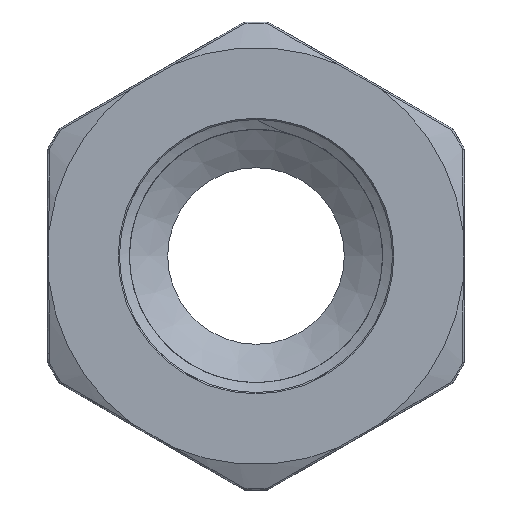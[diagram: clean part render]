
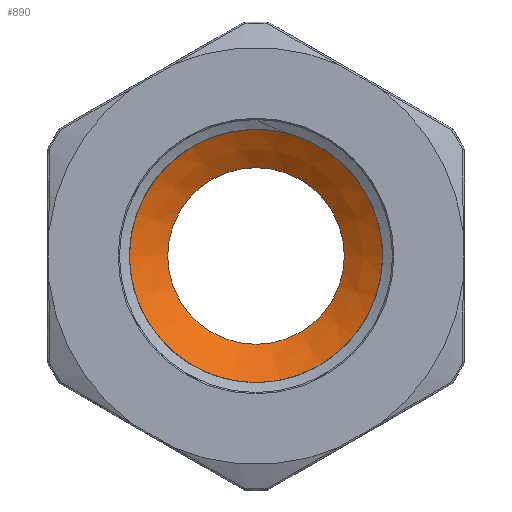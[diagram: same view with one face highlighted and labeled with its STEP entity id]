
A CAD part, left-side view. The second image highlights one B-rep face of the part: STEP entity #890.
In plain terms, the highlighted conical face has half-angle 56.581 degrees and reference radius 8.245 mm.
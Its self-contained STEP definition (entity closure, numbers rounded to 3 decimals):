
#27=FACE_BOUND('',#277,.T.);
#40=CONICAL_SURFACE('',#985,8.245,56.581);
#220=FACE_OUTER_BOUND('',#276,.T.);
#276=EDGE_LOOP('',(#799));
#277=EDGE_LOOP('',(#800,#801));
#309=CIRCLE('',#966,9.715);
#312=CIRCLE('',#974,9.715);
#315=CIRCLE('',#984,6.775);
#417=VERTEX_POINT('',#3083);
#420=VERTEX_POINT('',#3313);
#428=VERTEX_POINT('',#4546);
#542=EDGE_CURVE('',#420,#417,#309,.T.);
#554=EDGE_CURVE('',#417,#420,#312,.T.);
#560=EDGE_CURVE('',#428,#428,#315,.T.);
#799=ORIENTED_EDGE('',*,*,#560,.T.);
#800=ORIENTED_EDGE('',*,*,#554,.F.);
#801=ORIENTED_EDGE('',*,*,#542,.F.);
#890=ADVANCED_FACE('',(#220,#27),#40,.F.);
#966=AXIS2_PLACEMENT_3D('',#3413,#1146,#1147);
#974=AXIS2_PLACEMENT_3D('',#4531,#1165,#1166);
#984=AXIS2_PLACEMENT_3D('',#4547,#1188,#1189);
#985=AXIS2_PLACEMENT_3D('',#4548,#1190,#1191);
#1146=DIRECTION('center_axis',(1.,0.,0.));
#1147=DIRECTION('ref_axis',(0.,0.,-1.));
#1165=DIRECTION('center_axis',(1.,0.,0.));
#1166=DIRECTION('ref_axis',(0.,0.,-1.));
#1188=DIRECTION('center_axis',(1.,0.,0.));
#1189=DIRECTION('ref_axis',(0.,0.,-1.));
#1190=DIRECTION('center_axis',(-1.,0.,0.));
#1191=DIRECTION('ref_axis',(0.,1.,0.));
#3083=CARTESIAN_POINT('',(-4.1,4.136,-8.79));
#3313=CARTESIAN_POINT('',(-4.1,-0.203,-9.713));
#3413=CARTESIAN_POINT('Origin',(-4.1,0.,0.));
#4531=CARTESIAN_POINT('Origin',(-4.1,0.,0.));
#4546=CARTESIAN_POINT('',(-2.16,6.775,0.));
#4547=CARTESIAN_POINT('Origin',(-2.16,0.,0.));
#4548=CARTESIAN_POINT('Origin',(-3.13,0.,0.));
